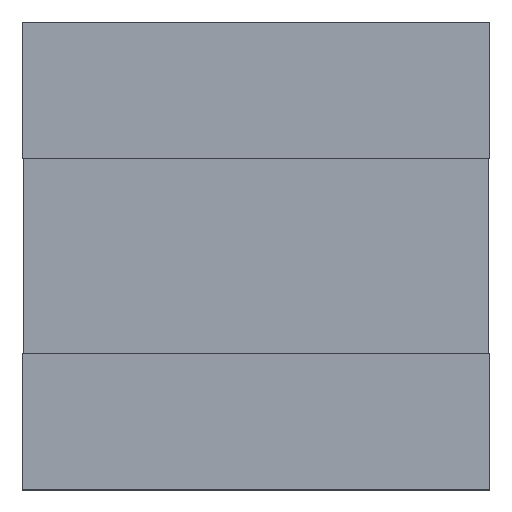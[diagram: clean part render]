
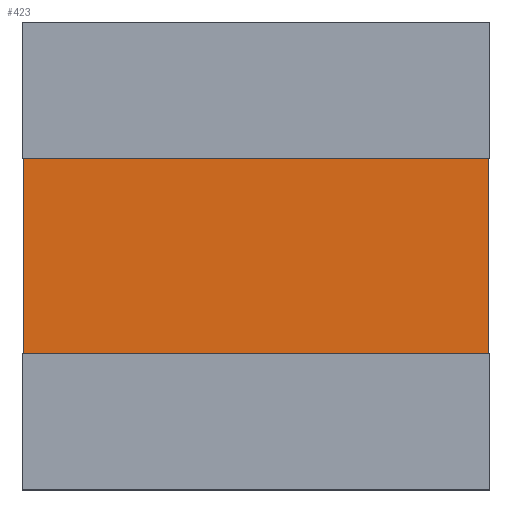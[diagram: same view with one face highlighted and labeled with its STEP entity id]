
A CAD part, top view. The second image highlights one B-rep face of the part: STEP entity #423.
In plain terms, the highlighted planar face has unit normal (0, 0, 1).
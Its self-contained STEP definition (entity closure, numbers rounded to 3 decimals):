
#126=DIRECTION('',(0.,1.,0.));
#127=VECTOR('',#126,2.7);
#128=CARTESIAN_POINT('',(23.355,0.847,1.48));
#129=LINE('',#128,#127);
#130=DIRECTION('',(1.,0.,0.));
#131=VECTOR('',#130,6.46);
#132=CARTESIAN_POINT('',(16.895,0.847,1.48));
#133=LINE('',#132,#131);
#134=DIRECTION('',(0.,1.,0.));
#135=VECTOR('',#134,2.7);
#136=CARTESIAN_POINT('',(16.895,0.847,1.48));
#137=LINE('',#136,#135);
#138=DIRECTION('',(-1.,0.,0.));
#139=VECTOR('',#138,6.46);
#140=CARTESIAN_POINT('',(23.355,3.547,1.48));
#141=LINE('',#140,#139);
#194=CARTESIAN_POINT('',(16.895,0.847,1.48));
#195=CARTESIAN_POINT('',(16.895,3.547,1.48));
#196=VERTEX_POINT('',#194);
#197=VERTEX_POINT('',#195);
#198=CARTESIAN_POINT('',(23.355,3.547,1.48));
#200=VERTEX_POINT('',#198);
#203=CARTESIAN_POINT('',(23.355,0.847,1.48));
#205=VERTEX_POINT('',#203);
#411=CARTESIAN_POINT('',(0.,0.,1.48));
#412=DIRECTION('',(0.,0.,1.));
#413=DIRECTION('',(1.,0.,0.));
#414=AXIS2_PLACEMENT_3D('',#411,#412,#413);
#415=PLANE('',#414);
#416=ORIENTED_EDGE('',*,*,#259,.F.);
#417=ORIENTED_EDGE('',*,*,#390,.F.);
#419=ORIENTED_EDGE('',*,*,#418,.T.);
#420=ORIENTED_EDGE('',*,*,#280,.F.);
#421=EDGE_LOOP('',(#416,#417,#419,#420));
#422=FACE_OUTER_BOUND('',#421,.F.);
#259=EDGE_CURVE('',#205,#200,#129,.T.);
#280=EDGE_CURVE('',#200,#197,#141,.T.);
#390=EDGE_CURVE('',#196,#205,#133,.T.);
#418=EDGE_CURVE('',#196,#197,#137,.T.);
#423=ADVANCED_FACE('',(#422),#415,.T.);
